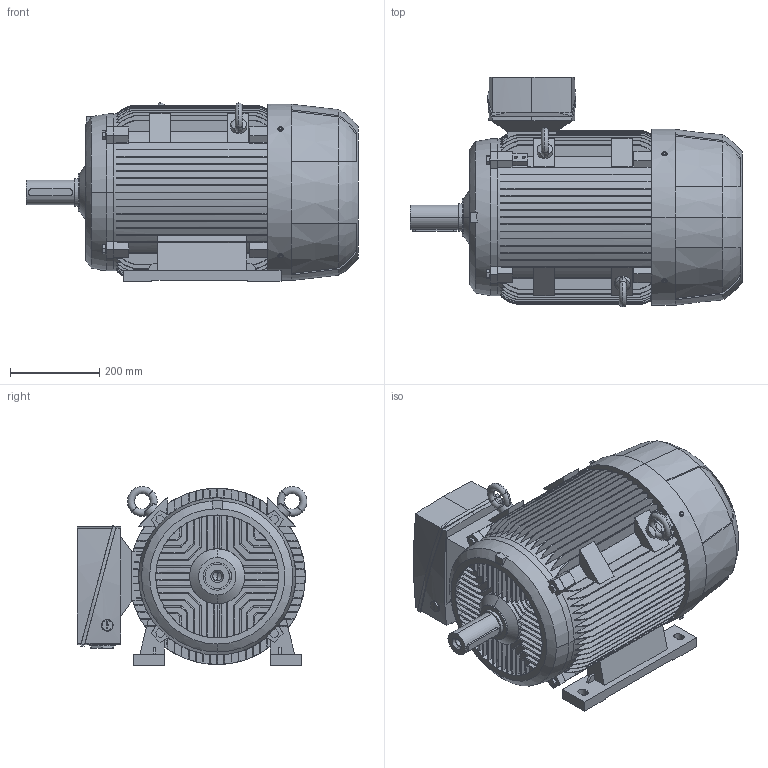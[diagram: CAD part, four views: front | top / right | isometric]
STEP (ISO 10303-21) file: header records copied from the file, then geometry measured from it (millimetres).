
FILE_DESCRIPTION(('STEP AP214'),'1');
FILE_NAME('cctmp_F439CF1F-BFFC-4D27-917C-1BA93B346FBD_2023_06_27_10_58_45_0859..stp','2023-06-27T08:58:47',('SIEMENS A&D'),('CADClick - www.CADClick.com'),'Spatial InterOp 3D',' ','unknown authorization');
FILE_SCHEMA(('AUTOMOTIVE_DESIGN'));
Length unit declared in the file: millimetre
Products named in the file (1): 1
Bounding box: 746 x 516.73 x 401.73 mm (x, y, z)
Volume: 71327035.3 mm3; surface area: 2163253 mm2
Topology: 1 solids, 1 shells, 1431 faces, 4058 edges, 2672 vertices
Faces by surface type: plane 889, cylinder 322, torus 184, cone 36
Entity records: 68568 total; most frequent: CARTESIAN_POINT 20653, ORIENTED_EDGE 8112, DIRECTION 7105, EDGE_CURVE 4056, VERTEX_POINT 2672, AXIS2_PLACEMENT_3D 2436, LINE 2233, VECTOR 2233
